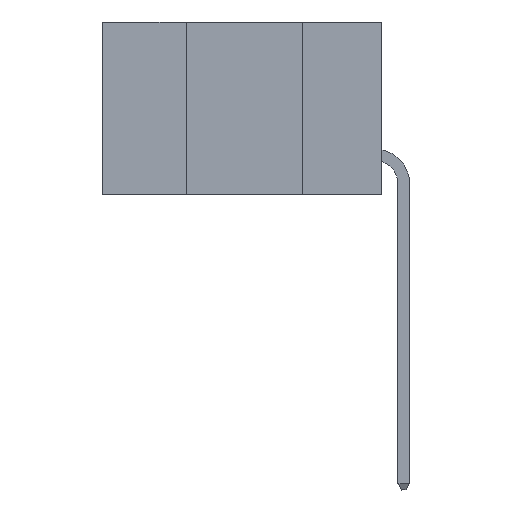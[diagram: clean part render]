
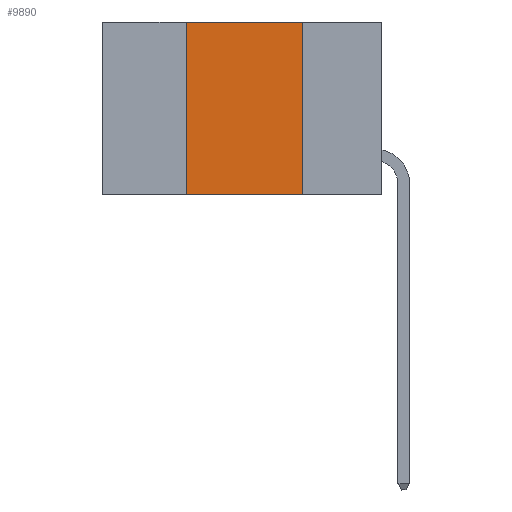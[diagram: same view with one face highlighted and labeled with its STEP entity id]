
A CAD part, left-side view. The second image highlights one B-rep face of the part: STEP entity #9890.
In plain terms, the highlighted planar face has unit normal (-1, 0, 0).
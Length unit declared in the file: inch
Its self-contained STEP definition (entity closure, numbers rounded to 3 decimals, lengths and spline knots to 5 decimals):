
#243 = ORIENTED_EDGE ( 'NONE', *, *, #27706, .F. ) ;
#1333 = ORIENTED_EDGE ( 'NONE', *, *, #2796, .T. ) ;
#1363 = DIRECTION ( 'NONE',  ( 1., 0., 0. ) ) ;
#2796 = EDGE_CURVE ( 'NONE', #7809, #8557, #31188, .T. ) ;
#3433 = CARTESIAN_POINT ( 'NONE',  ( 0., 0.17, 0. ) ) ;
#4180 = EDGE_CURVE ( 'NONE', #7326, #32116, #29868, .T. ) ;
#4763 = ORIENTED_EDGE ( 'NONE', *, *, #13529, .F. ) ;
#5342 = CARTESIAN_POINT ( 'NONE',  ( 0., 0.17, 0. ) ) ;
#6813 = LINE ( 'NONE', #29591, #17354 ) ;
#7326 = VERTEX_POINT ( 'NONE', #7916 ) ;
#7731 = FACE_OUTER_BOUND ( 'NONE', #10728, .T. ) ;
#7809 = VERTEX_POINT ( 'NONE', #20398 ) ;
#7916 = CARTESIAN_POINT ( 'NONE',  ( 0., 0.42, 0. ) ) ;
#8122 = CARTESIAN_POINT ( 'NONE',  ( 0., 0.17, -0.37 ) ) ;
#8177 = VECTOR ( 'NONE', #21928, 39.37008 ) ;
#8557 = VERTEX_POINT ( 'NONE', #8122 ) ;
#9890 = ADVANCED_FACE ( 'NONE', ( #7731 ), #22379, .F. ) ;
#10728 = EDGE_LOOP ( 'NONE', ( #4763, #18406, #243, #1333 ) ) ;
#13529 = EDGE_CURVE ( 'NONE', #32116, #8557, #22738, .T. ) ;
#16018 = CARTESIAN_POINT ( 'NONE',  ( 0., 0.6, -0.37 ) ) ;
#16462 = CARTESIAN_POINT ( 'NONE',  ( 0., 0.6, 0. ) ) ;
#16947 = DIRECTION ( 'NONE',  ( 0., 0., -1. ) ) ;
#17022 = DIRECTION ( 'NONE',  ( 0., 0., 1. ) ) ;
#17354 = VECTOR ( 'NONE', #17022, 39.37008 ) ;
#18406 = ORIENTED_EDGE ( 'NONE', *, *, #4180, .F. ) ;
#19056 = DIRECTION ( 'NONE',  ( 0., -1., 0. ) ) ;
#20398 = CARTESIAN_POINT ( 'NONE',  ( 0., 0.42, -0.37 ) ) ;
#21928 = DIRECTION ( 'NONE',  ( 0., 0., -1. ) ) ;
#22379 = PLANE ( 'NONE',  #33542 ) ;
#22738 = LINE ( 'NONE', #3433, #8177 ) ;
#22950 = VECTOR ( 'NONE', #19056, 39.37008 ) ;
#27706 = EDGE_CURVE ( 'NONE', #7809, #7326, #6813, .T. ) ;
#29143 = DIRECTION ( 'NONE',  ( 0., -1., 0. ) ) ;
#29591 = CARTESIAN_POINT ( 'NONE',  ( 0., 0.42, 0. ) ) ;
#29868 = LINE ( 'NONE', #16462, #22950 ) ;
#30342 = CARTESIAN_POINT ( 'NONE',  ( 0., 0.6, 0. ) ) ;
#31188 = LINE ( 'NONE', #16018, #32366 ) ;
#32116 = VERTEX_POINT ( 'NONE', #5342 ) ;
#32366 = VECTOR ( 'NONE', #29143, 39.37008 ) ;
#33542 = AXIS2_PLACEMENT_3D ( 'NONE', #30342, #1363, #16947 ) ;
